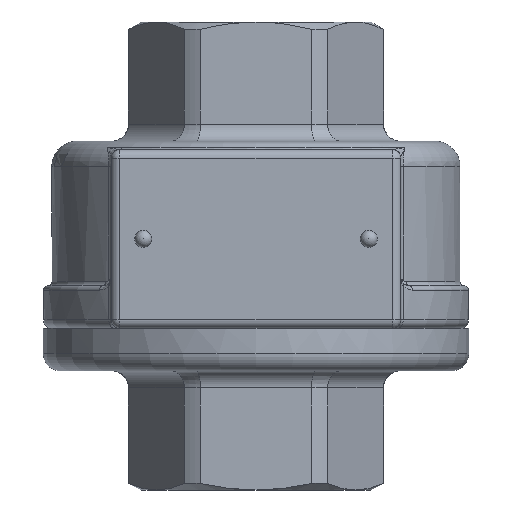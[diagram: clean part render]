
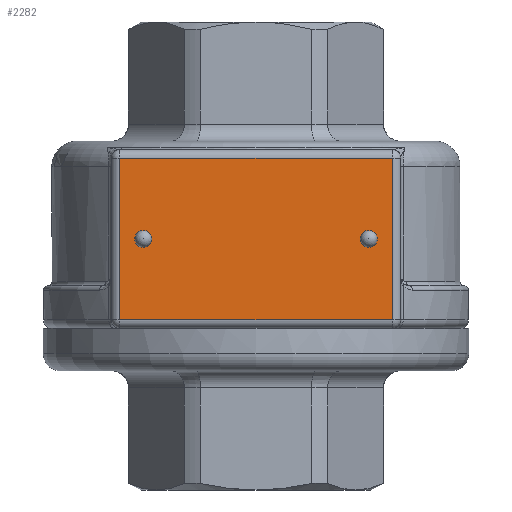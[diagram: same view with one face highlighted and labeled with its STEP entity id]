
A CAD part, front view. The second image highlights one B-rep face of the part: STEP entity #2282.
In plain terms, the highlighted planar face has unit normal (0, -1, 0).
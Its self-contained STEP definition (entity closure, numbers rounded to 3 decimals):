
#233=LINE('',#4115,#361);
#238=LINE('',#4249,#366);
#240=LINE('',#4252,#368);
#241=LINE('',#4254,#369);
#361=VECTOR('',#3105,19.);
#366=VECTOR('',#3128,32.);
#368=VECTOR('',#3132,19.);
#369=VECTOR('',#3135,32.);
#441=PLANE('',#2537);
#456=FACE_BOUND('',#740,.T.);
#457=FACE_BOUND('',#741,.T.);
#577=FACE_OUTER_BOUND('',#739,.T.);
#739=EDGE_LOOP('',(#1916,#1917,#1918,#1919));
#740=EDGE_LOOP('',(#1920));
#741=EDGE_LOOP('',(#1921));
#816=CIRCLE('',#2389,1.);
#817=CIRCLE('',#2391,1.);
#971=VERTEX_POINT('',#3451);
#972=VERTEX_POINT('',#3454);
#1061=VERTEX_POINT('',#3990);
#1069=VERTEX_POINT('',#4083);
#1075=VERTEX_POINT('',#4107);
#1077=VERTEX_POINT('',#4113);
#1196=EDGE_CURVE('',#971,#971,#816,.T.);
#1197=EDGE_CURVE('',#972,#972,#817,.T.);
#1363=EDGE_CURVE('',#1077,#1069,#233,.T.);
#1377=EDGE_CURVE('',#1061,#1077,#238,.T.);
#1379=EDGE_CURVE('',#1075,#1061,#240,.T.);
#1380=EDGE_CURVE('',#1069,#1075,#241,.T.);
#1916=ORIENTED_EDGE('',*,*,#1377,.F.);
#1917=ORIENTED_EDGE('',*,*,#1379,.F.);
#1918=ORIENTED_EDGE('',*,*,#1380,.F.);
#1919=ORIENTED_EDGE('',*,*,#1363,.F.);
#1920=ORIENTED_EDGE('',*,*,#1196,.T.);
#1921=ORIENTED_EDGE('',*,*,#1197,.T.);
#2282=ADVANCED_FACE('',(#577,#456,#457),#441,.F.);
#2389=AXIS2_PLACEMENT_3D('',#3452,#2782,#2783);
#2391=AXIS2_PLACEMENT_3D('',#3455,#2786,#2787);
#2537=AXIS2_PLACEMENT_3D('',#4261,#3141,#3142);
#2782=DIRECTION('center_axis',(0.,1.,0.));
#2783=DIRECTION('ref_axis',(0.,0.,1.));
#2786=DIRECTION('center_axis',(0.,1.,0.));
#2787=DIRECTION('ref_axis',(0.,0.,1.));
#3105=DIRECTION('',(0.,0.,-1.));
#3128=DIRECTION('',(1.,0.,0.));
#3132=DIRECTION('',(0.,0.,1.));
#3135=DIRECTION('',(-1.,0.,0.));
#3141=DIRECTION('center_axis',(0.,1.,0.));
#3142=DIRECTION('ref_axis',(0.,0.,1.));
#3451=CARTESIAN_POINT('',(13.25,-25.,11.5));
#3452=CARTESIAN_POINT('Origin',(13.25,-25.,10.5));
#3454=CARTESIAN_POINT('',(-13.25,-25.,11.5));
#3455=CARTESIAN_POINT('Origin',(-13.25,-25.,10.5));
#3990=CARTESIAN_POINT('',(-16.,-25.,20.));
#4083=CARTESIAN_POINT('',(16.,-25.,1.));
#4107=CARTESIAN_POINT('',(-16.,-25.,1.));
#4113=CARTESIAN_POINT('',(16.,-25.,20.));
#4115=CARTESIAN_POINT('',(16.,-25.,15.75));
#4249=CARTESIAN_POINT('',(-8.5,-25.,20.));
#4252=CARTESIAN_POINT('',(-16.,-25.,5.25));
#4254=CARTESIAN_POINT('',(0.,-25.,1.));
#4261=CARTESIAN_POINT('Origin',(0.,-25.,10.5));
